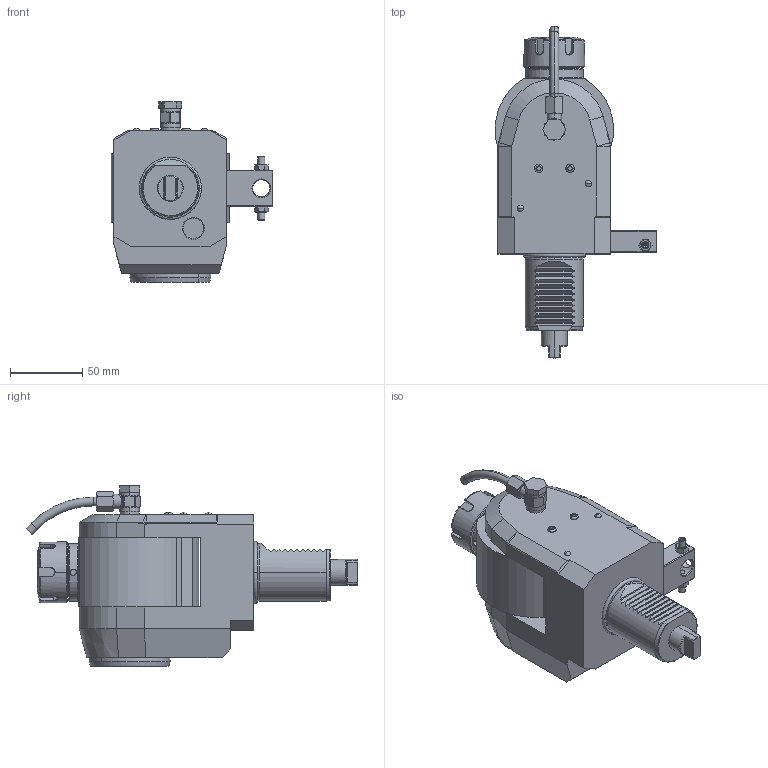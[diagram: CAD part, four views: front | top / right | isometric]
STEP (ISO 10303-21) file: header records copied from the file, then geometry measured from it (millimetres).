
FILE_DESCRIPTION((''),'2;1');
FILE_NAME('NGT1_40_521_25_2','2019-08-03T',('vali'),('NOVA GRUP'),'PRO/ENGINEER BY PARAMETRIC TECHNOLOGY CORPORATION, 2010280','PRO/ENGINEER BY PARAMETRIC TECHNOLOGY CORPORATION, 2010280','');
FILE_SCHEMA(('CONFIG_CONTROL_DESIGN'));
Length unit declared in the file: millimetre
Products named in the file (1): NGT1_40_521_25_2
Bounding box: 111.99 x 229.67 x 124.9 mm (x, y, z)
Volume: 922816.2 mm3; surface area: 82613.3 mm2
Topology: 1 solids, 3 shells, 579 faces, 1436 edges, 879 vertices
Faces by surface type: plane 254, cylinder 144, bspline 78, cone 63, torus 36, sphere 4
Entity records: 25963 total; most frequent: CARTESIAN_POINT 13082, ORIENTED_EDGE 2840, DIRECTION 2358, EDGE_CURVE 1420, VERTEX_POINT 879, AXIS2_PLACEMENT_3D 826, VECTOR 706, LINE 706
